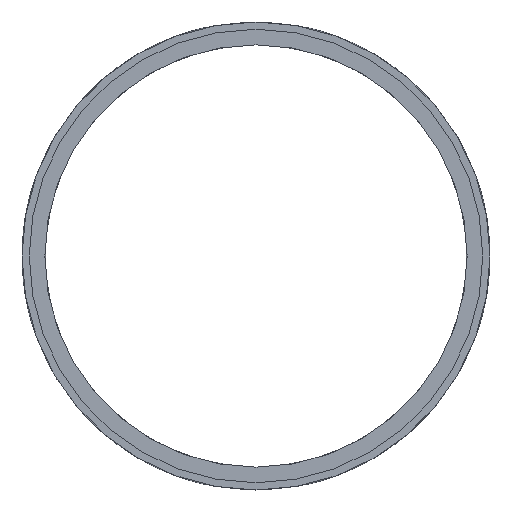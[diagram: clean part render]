
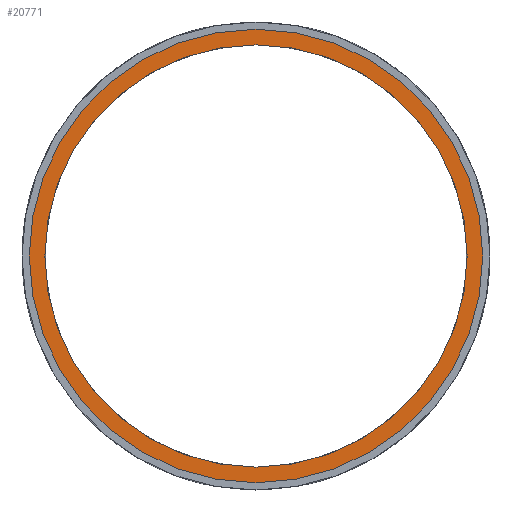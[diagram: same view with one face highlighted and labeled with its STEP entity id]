
A CAD part, front view. The second image highlights one B-rep face of the part: STEP entity #20771.
In plain terms, the highlighted planar face has unit normal (0, -1, 0).
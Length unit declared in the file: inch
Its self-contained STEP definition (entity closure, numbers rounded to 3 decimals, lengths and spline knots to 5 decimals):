
#130 = CIRCLE ( 'NONE', #3710, 3. ) ;
#894 = EDGE_LOOP ( 'NONE', ( #18580, #1128 ) ) ;
#1128 = ORIENTED_EDGE ( 'NONE', *, *, #10491, .F. ) ;
#1511 = AXIS2_PLACEMENT_3D ( 'NONE', #18583, #20260, #3657 ) ;
#1602 = FACE_OUTER_BOUND ( 'NONE', #894, .T. ) ;
#1827 = CARTESIAN_POINT ( 'NONE',  ( 0., -2.61171, -3. ) ) ;
#2416 = CARTESIAN_POINT ( 'NONE',  ( 0., -2.61171, 3.22156 ) ) ;
#3657 = DIRECTION ( 'NONE',  ( 0., 0., 1. ) ) ;
#3710 = AXIS2_PLACEMENT_3D ( 'NONE', #16885, #12154, #7019 ) ;
#5151 = VERTEX_POINT ( 'NONE', #2416 ) ;
#6639 = EDGE_CURVE ( 'NONE', #5151, #16349, #8567, .T. ) ;
#6898 = CARTESIAN_POINT ( 'NONE',  ( 0., -2.61171, 0. ) ) ;
#7019 = DIRECTION ( 'NONE',  ( 0., 0., 1. ) ) ;
#7117 = DIRECTION ( 'NONE',  ( 0., 1., 0. ) ) ;
#7268 = EDGE_LOOP ( 'NONE', ( #8274, #13964 ) ) ;
#7408 = CIRCLE ( 'NONE', #13822, 3. ) ;
#8274 = ORIENTED_EDGE ( 'NONE', *, *, #16485, .T. ) ;
#8567 = CIRCLE ( 'NONE', #21153, 3.22156 ) ;
#10151 = PLANE ( 'NONE',  #1511 ) ;
#10401 = FACE_BOUND ( 'NONE', #7268, .T. ) ;
#10491 = EDGE_CURVE ( 'NONE', #16349, #5151, #15994, .T. ) ;
#12154 = DIRECTION ( 'NONE',  ( 0., 1., 0. ) ) ;
#12447 = DIRECTION ( 'NONE',  ( 0., 1., 0. ) ) ;
#12524 = AXIS2_PLACEMENT_3D ( 'NONE', #20671, #12447, #12592 ) ;
#12592 = DIRECTION ( 'NONE',  ( 0., 0., 1. ) ) ;
#13382 = VERTEX_POINT ( 'NONE', #1827 ) ;
#13822 = AXIS2_PLACEMENT_3D ( 'NONE', #6898, #7117, #18726 ) ;
#13964 = ORIENTED_EDGE ( 'NONE', *, *, #17028, .T. ) ;
#14173 = CARTESIAN_POINT ( 'NONE',  ( 0., -2.61171, -3.22156 ) ) ;
#15303 = CARTESIAN_POINT ( 'NONE',  ( 0., -2.61171, 0. ) ) ;
#15521 = VERTEX_POINT ( 'NONE', #19905 ) ;
#15994 = CIRCLE ( 'NONE', #12524, 3.22156 ) ;
#16349 = VERTEX_POINT ( 'NONE', #14173 ) ;
#16485 = EDGE_CURVE ( 'NONE', #15521, #13382, #7408, .T. ) ;
#16885 = CARTESIAN_POINT ( 'NONE',  ( 0., -2.61171, 0. ) ) ;
#17028 = EDGE_CURVE ( 'NONE', #13382, #15521, #130, .T. ) ;
#17127 = DIRECTION ( 'NONE',  ( 0., 0., 1. ) ) ;
#18580 = ORIENTED_EDGE ( 'NONE', *, *, #6639, .F. ) ;
#18583 = CARTESIAN_POINT ( 'NONE',  ( 0., -2.61171, 0. ) ) ;
#18653 = DIRECTION ( 'NONE',  ( 0., 1., 0. ) ) ;
#18726 = DIRECTION ( 'NONE',  ( 0., 0., 1. ) ) ;
#19905 = CARTESIAN_POINT ( 'NONE',  ( 0., -2.61171, 3. ) ) ;
#20260 = DIRECTION ( 'NONE',  ( 0., 1., 0. ) ) ;
#20671 = CARTESIAN_POINT ( 'NONE',  ( 0., -2.61171, 0. ) ) ;
#20771 = ADVANCED_FACE ( 'NONE', ( #1602, #10401 ), #10151, .F. ) ;
#21153 = AXIS2_PLACEMENT_3D ( 'NONE', #15303, #18653, #17127 ) ;
